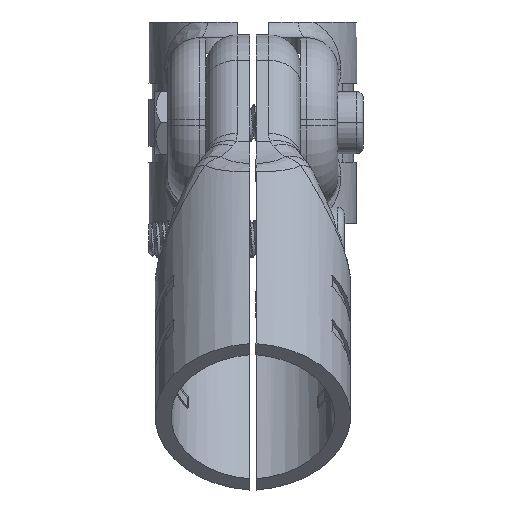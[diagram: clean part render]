
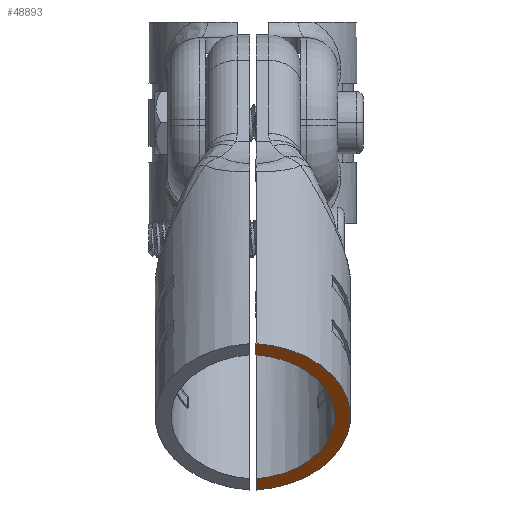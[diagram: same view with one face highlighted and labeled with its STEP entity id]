
A CAD part, left-side view. The second image highlights one B-rep face of the part: STEP entity #48893.
In plain terms, the highlighted planar face has unit normal (-0.707, 0, -0.707).
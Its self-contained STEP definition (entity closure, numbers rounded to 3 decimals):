
#1568 = ORIENTED_EDGE ( 'NONE', *, *, #88269, .T. ) ;
#4215 = CIRCLE ( 'NONE', #28883, 16.5 ) ;
#10897 = ORIENTED_EDGE ( 'NONE', *, *, #18835, .T. ) ;
#12203 = LINE ( 'NONE', #44551, #84634 ) ;
#12369 = ORIENTED_EDGE ( 'NONE', *, *, #40963, .T. ) ;
#12709 = DIRECTION ( 'NONE',  ( -0.707, 0., 0.707 ) ) ;
#17913 = VERTEX_POINT ( 'NONE', #96119 ) ;
#18835 = EDGE_CURVE ( 'NONE', #92271, #86970, #45782, .T. ) ;
#27397 = DIRECTION ( 'NONE',  ( -0.707, 0., 0.707 ) ) ;
#28856 = CARTESIAN_POINT ( 'NONE',  ( -86.669, -1.5, -46.669 ) ) ;
#28883 = AXIS2_PLACEMENT_3D ( 'NONE', #28856, #91691, #30398 ) ;
#29003 = EDGE_LOOP ( 'NONE', ( #79239, #1568, #12369, #10897 ) ) ;
#30398 = DIRECTION ( 'NONE',  ( 0.704, -0.091, -0.704 ) ) ;
#40963 = EDGE_CURVE ( 'NONE', #17913, #92271, #66039, .T. ) ;
#41762 = DIRECTION ( 'NONE',  ( -0.703, -0.107, 0.703 ) ) ;
#44156 = CARTESIAN_POINT ( 'NONE',  ( -75.05, -3., -58.288 ) ) ;
#44551 = CARTESIAN_POINT ( 'NONE',  ( -75.05, -3., -58.288 ) ) ;
#45782 = CIRCLE ( 'NONE', #86916, 14. ) ;
#48893 = ADVANCED_FACE ( 'NONE', ( #90230 ), #66544, .F. ) ;
#57218 = VECTOR ( 'NONE', #91743, 1000. ) ;
#60004 = AXIS2_PLACEMENT_3D ( 'NONE', #75798, #91244, #27397 ) ;
#63587 = VERTEX_POINT ( 'NONE', #44156 ) ;
#65663 = EDGE_CURVE ( 'NONE', #63587, #86970, #12203, .T. ) ;
#66039 = LINE ( 'NONE', #90221, #57218 ) ;
#66544 = PLANE ( 'NONE',  #60004 ) ;
#72697 = DIRECTION ( 'NONE',  ( 0.707, 0., 0.707 ) ) ;
#75798 = CARTESIAN_POINT ( 'NONE',  ( -86.669, -1.5, -46.669 ) ) ;
#76868 = CARTESIAN_POINT ( 'NONE',  ( -76.827, -3., -56.512 ) ) ;
#79239 = ORIENTED_EDGE ( 'NONE', *, *, #65663, .F. ) ;
#84634 = VECTOR ( 'NONE', #12709, 1000. ) ;
#86916 = AXIS2_PLACEMENT_3D ( 'NONE', #88676, #72697, #41762 ) ;
#86970 = VERTEX_POINT ( 'NONE', #76868 ) ;
#88269 = EDGE_CURVE ( 'NONE', #63587, #17913, #4215, .T. ) ;
#88676 = CARTESIAN_POINT ( 'NONE',  ( -86.669, -1.5, -46.669 ) ) ;
#90221 = CARTESIAN_POINT ( 'NONE',  ( -98.288, -3., -35.05 ) ) ;
#90230 = FACE_OUTER_BOUND ( 'NONE', #29003, .T. ) ;
#91244 = DIRECTION ( 'NONE',  ( 0.707, 0., 0.707 ) ) ;
#91691 = DIRECTION ( 'NONE',  ( -0.707, 0., -0.707 ) ) ;
#91743 = DIRECTION ( 'NONE',  ( 0.707, 0., -0.707 ) ) ;
#92271 = VERTEX_POINT ( 'NONE', #98697 ) ;
#96119 = CARTESIAN_POINT ( 'NONE',  ( -98.288, -3., -35.05 ) ) ;
#98697 = CARTESIAN_POINT ( 'NONE',  ( -96.512, -3., -36.827 ) ) ;
